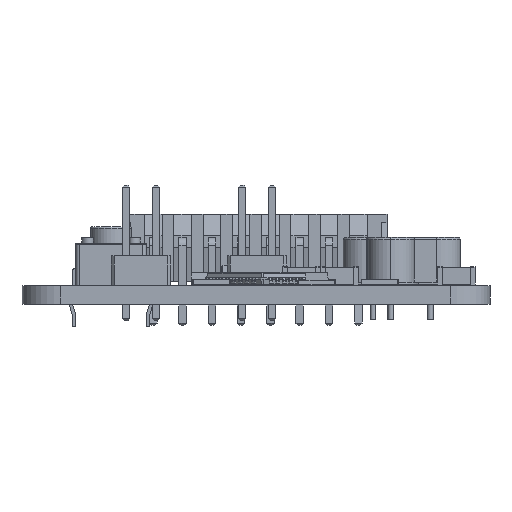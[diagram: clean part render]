
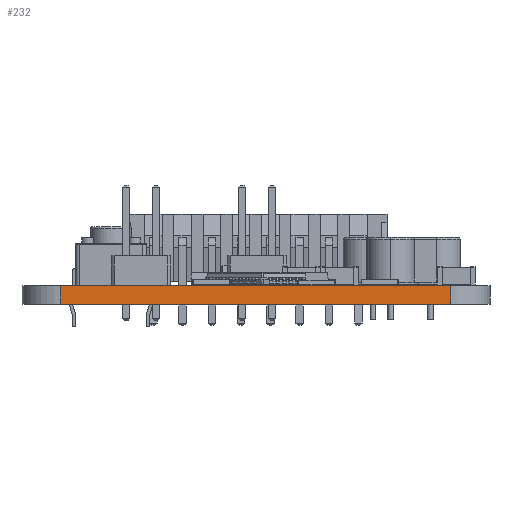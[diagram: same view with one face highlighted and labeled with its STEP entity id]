
A CAD part, front view. The second image highlights one B-rep face of the part: STEP entity #232.
In plain terms, the highlighted planar face has unit normal (0, -1, 0).
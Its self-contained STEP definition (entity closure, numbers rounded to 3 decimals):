
#170 = EDGE_CURVE('',#171,#173,#175,.T.);
#171 = VERTEX_POINT('',#172);
#172 = CARTESIAN_POINT('',(73.343,-94.995,0.));
#173 = VERTEX_POINT('',#174);
#174 = CARTESIAN_POINT('',(73.343,-94.995,-1.6));
#175 = LINE('',#176,#177);
#176 = CARTESIAN_POINT('',(73.343,-94.995,0.));
#177 = VECTOR('',#178,1.);
#178 = DIRECTION('',(0.,0.,-1.));
#232 = ADVANCED_FACE('',(#233),#258,.F.);
#233 = FACE_BOUND('',#234,.F.);
#234 = EDGE_LOOP('',(#235,#245,#251,#252));
#235 = ORIENTED_EDGE('',*,*,#236,.T.);
#236 = EDGE_CURVE('',#237,#239,#241,.T.);
#237 = VERTEX_POINT('',#238);
#238 = CARTESIAN_POINT('',(106.617,-94.996,0.));
#239 = VERTEX_POINT('',#240);
#240 = CARTESIAN_POINT('',(106.617,-94.996,-1.6));
#241 = LINE('',#242,#243);
#242 = CARTESIAN_POINT('',(106.617,-94.996,0.));
#243 = VECTOR('',#244,1.);
#244 = DIRECTION('',(0.,0.,-1.));
#245 = ORIENTED_EDGE('',*,*,#246,.T.);
#246 = EDGE_CURVE('',#239,#173,#247,.T.);
#247 = LINE('',#248,#249);
#248 = CARTESIAN_POINT('',(106.617,-94.996,-1.6));
#249 = VECTOR('',#250,1.);
#250 = DIRECTION('',(-1.,0.,0.));
#251 = ORIENTED_EDGE('',*,*,#170,.F.);
#252 = ORIENTED_EDGE('',*,*,#253,.F.);
#253 = EDGE_CURVE('',#237,#171,#254,.T.);
#254 = LINE('',#255,#256);
#255 = CARTESIAN_POINT('',(106.617,-94.996,0.));
#256 = VECTOR('',#257,1.);
#257 = DIRECTION('',(-1.,0.,0.));
#258 = PLANE('',#259);
#259 = AXIS2_PLACEMENT_3D('',#260,#261,#262);
#260 = CARTESIAN_POINT('',(106.617,-94.996,0.));
#261 = DIRECTION('',(0.,1.,0.));
#262 = DIRECTION('',(-1.,0.,0.));
